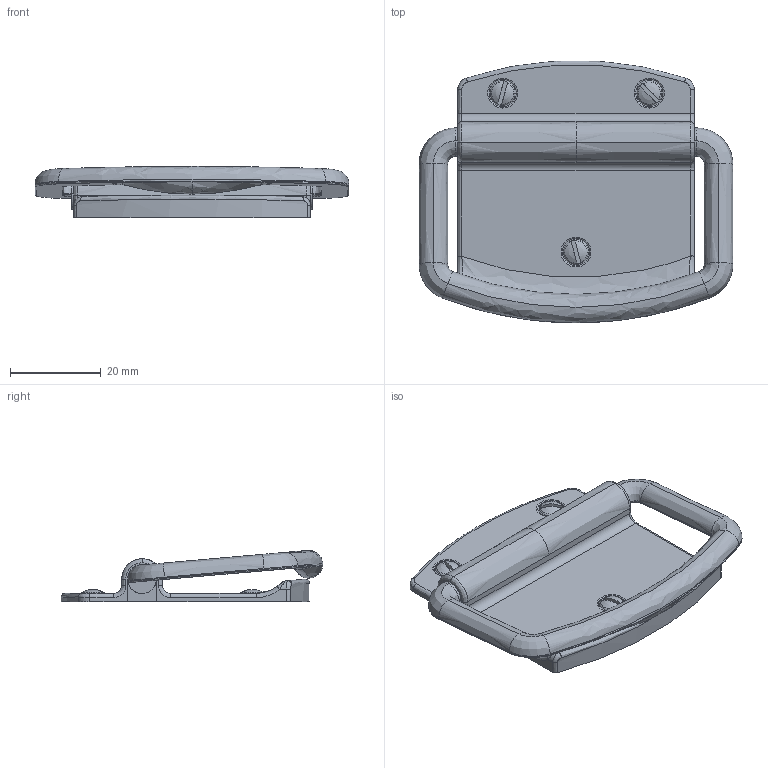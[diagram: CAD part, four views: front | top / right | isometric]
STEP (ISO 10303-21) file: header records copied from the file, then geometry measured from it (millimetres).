
FILE_DESCRIPTION(('Creo Elements/Direct Modeling STEP Export'),'2;1');
FILE_NAME('1816-69.stp','2021-02-08T10:30:34',(''),(''),'Creo Elements/Direct Modeling STEP processor for AP214 (Solid Model)','Creo Elements/Direct Modeling 20.0 12-Nov-2016 (C) Parametric Technology GmbH','');
FILE_SCHEMA(('AUTOMOTIVE_DESIGN { 1 0 10303 214 1 1 1 1 }'));
Length unit declared in the file: millimetre
Products named in the file (3): Buegel; Anschraubteil; 1816-69
Assembly tree (2 placements, depth 2):
  1816-69
    Anschraubteil
    Buegel
Bounding box: 69.37 x 57.84 x 11.32 mm (x, y, z)
Volume: 8189.5 mm3; surface area: 10355.8 mm2
Topology: 2 solids, 2 shells, 220 faces, 530 edges, 320 vertices
Faces by surface type: bspline 101, plane 57, cylinder 25, torus 18, cone 10, sphere 6, extrusion 3
Entity records: 18325 total; most frequent: CARTESIAN_POINT 14009, ORIENTED_EDGE 1052, DIRECTION 643, EDGE_CURVE 526, VERTEX_POINT 320, AXIS2_PLACEMENT_3D 241, EDGE_LOOP 230, FACE_OUTER_BOUND 220
